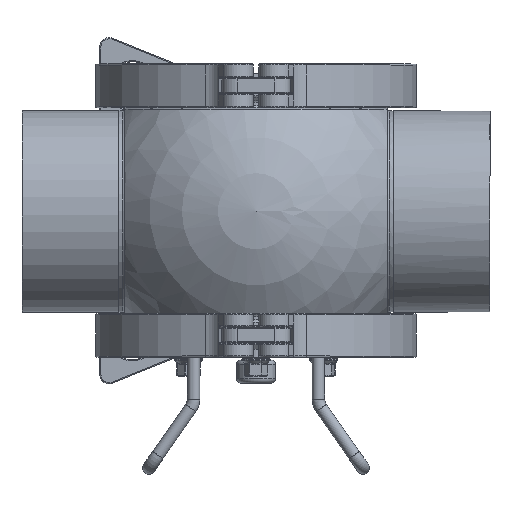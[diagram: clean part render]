
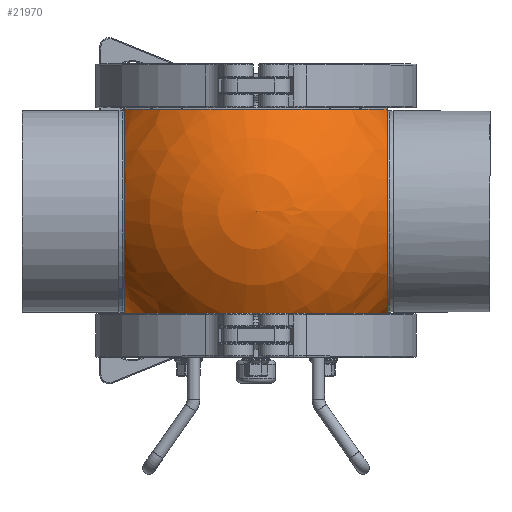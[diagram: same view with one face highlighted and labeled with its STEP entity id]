
A CAD part, top view. The second image highlights one B-rep face of the part: STEP entity #21970.
In plain terms, the highlighted spherical face has radius 109.008 mm.
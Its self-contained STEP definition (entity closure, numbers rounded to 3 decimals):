
#24=SPHERICAL_SURFACE('',#24111,109.008);
#4122=FACE_OUTER_BOUND('',#5523,.T.);
#5523=EDGE_LOOP('',(#15942,#15943,#15944,#15945,#15946,#15947,#15948));
#7207=CIRCLE('',#24057,69.475);
#7236=CIRCLE('',#24096,87.209);
#7240=CIRCLE('',#24102,87.209);
#7246=CIRCLE('',#24112,69.475);
#7247=CIRCLE('',#24113,109.008);
#7248=CIRCLE('',#24114,69.475);
#8954=VERTEX_POINT('',#37952);
#8955=VERTEX_POINT('',#37956);
#8985=VERTEX_POINT('',#38077);
#8992=VERTEX_POINT('',#38105);
#8996=VERTEX_POINT('',#38134);
#8997=VERTEX_POINT('',#38136);
#11413=EDGE_CURVE('',#8955,#8954,#7207,.T.);
#11456=EDGE_CURVE('',#8955,#8985,#7236,.T.);
#11466=EDGE_CURVE('',#8954,#8992,#7240,.T.);
#11474=EDGE_CURVE('',#8992,#8996,#7246,.T.);
#11475=EDGE_CURVE('',#8997,#8996,#7247,.T.);
#11476=EDGE_CURVE('',#8996,#8985,#7248,.T.);
#15942=ORIENTED_EDGE('',*,*,#11413,.T.);
#15943=ORIENTED_EDGE('',*,*,#11466,.T.);
#15944=ORIENTED_EDGE('',*,*,#11474,.T.);
#15945=ORIENTED_EDGE('',*,*,#11475,.F.);
#15946=ORIENTED_EDGE('',*,*,#11475,.T.);
#15947=ORIENTED_EDGE('',*,*,#11476,.T.);
#15948=ORIENTED_EDGE('',*,*,#11456,.F.);
#21970=ADVANCED_FACE('',(#4122),#24,.T.);
#24057=AXIS2_PLACEMENT_3D('',#37957,#28458,#28459);
#24096=AXIS2_PLACEMENT_3D('',#38078,#28540,#28541);
#24102=AXIS2_PLACEMENT_3D('',#38109,#28552,#28553);
#24111=AXIS2_PLACEMENT_3D('',#38133,#28570,#28571);
#24112=AXIS2_PLACEMENT_3D('',#38135,#28572,#28573);
#24113=AXIS2_PLACEMENT_3D('',#38137,#28574,#28575);
#24114=AXIS2_PLACEMENT_3D('',#38138,#28576,#28577);
#28458=DIRECTION('center_axis',(1.,0.,0.));
#28459=DIRECTION('ref_axis',(0.,0.,
-1.));
#28540=DIRECTION('center_axis',(0.,1.,0.));
#28541=DIRECTION('ref_axis',(1.,0.,0.));
#28552=DIRECTION('center_axis',(0.,1.,0.));
#28553=DIRECTION('ref_axis',(1.,0.,0.));
#28570=DIRECTION('center_axis',(0.,0.,
1.));
#28571=DIRECTION('ref_axis',(-1.,0.,0.));
#28572=DIRECTION('center_axis',(-1.,0.,0.));
#28573=DIRECTION('ref_axis',(0.,0.,
1.));
#28574=DIRECTION('center_axis',(0.,1.,0.));
#28575=DIRECTION('ref_axis',(1.,0.,0.));
#28576=DIRECTION('center_axis',(-1.,0.,0.));
#28577=DIRECTION('ref_axis',(0.,0.,
1.));
#37952=CARTESIAN_POINT('',(-84.,-65.402,23.44));
#37956=CARTESIAN_POINT('',(-84.,65.402,23.44));
#37957=CARTESIAN_POINT('Origin',(-84.,0.,
0.));
#38077=CARTESIAN_POINT('',(84.,65.402,23.44));
#38078=CARTESIAN_POINT('Origin',(0.,65.402,
0.));
#38105=CARTESIAN_POINT('',(84.,-65.402,23.44));
#38109=CARTESIAN_POINT('Origin',(0.,-65.402,
0.));
#38133=CARTESIAN_POINT('Origin',(0.,0.,0.));
#38134=CARTESIAN_POINT('',(84.,0.,69.475));
#38135=CARTESIAN_POINT('Origin',(84.,0.,
0.));
#38136=CARTESIAN_POINT('',(0.,0.,109.008));
#38137=CARTESIAN_POINT('Origin',(0.,0.,0.));
#38138=CARTESIAN_POINT('Origin',(84.,0.,
0.));
